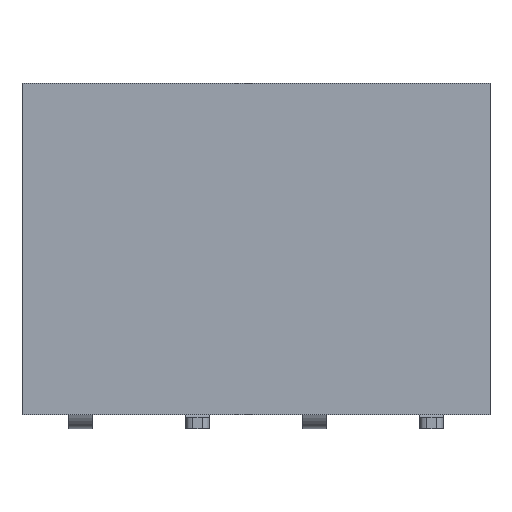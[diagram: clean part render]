
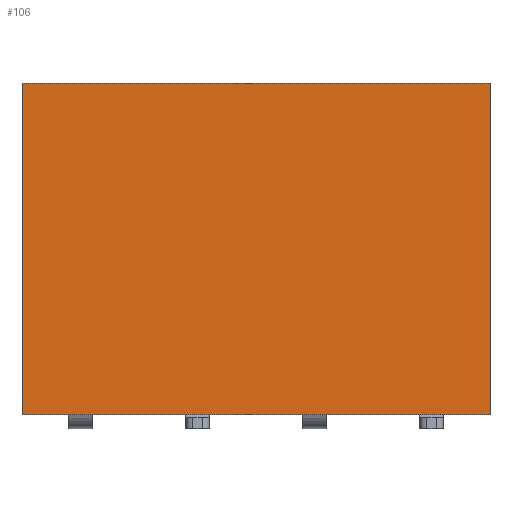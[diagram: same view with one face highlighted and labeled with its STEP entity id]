
A CAD part, front view. The second image highlights one B-rep face of the part: STEP entity #106.
In plain terms, the highlighted planar face has unit normal (0, -1, 0).
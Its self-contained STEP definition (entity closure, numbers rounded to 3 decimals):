
#106=ADVANCED_FACE('',(#304),#214,.T.);
#214=PLANE('',#2115);
#304=FACE_OUTER_BOUND('',#416,.T.);
#416=EDGE_LOOP('',(#600,#601,#602,#603));
#600=ORIENTED_EDGE('',*,*,#1369,.T.);
#601=ORIENTED_EDGE('',*,*,#1365,.T.);
#602=ORIENTED_EDGE('',*,*,#1370,.F.);
#603=ORIENTED_EDGE('',*,*,#1371,.T.);
#1170=VERTEX_POINT('',#2943);
#1171=VERTEX_POINT('',#2944);
#1174=VERTEX_POINT('',#2952);
#1175=VERTEX_POINT('',#2954);
#1365=EDGE_CURVE('',#1170,#1171,#1659,.T.);
#1369=EDGE_CURVE('',#1174,#1170,#1663,.T.);
#1370=EDGE_CURVE('',#1175,#1171,#1664,.T.);
#1371=EDGE_CURVE('',#1175,#1174,#1665,.T.);
#1659=LINE('',#2942,#1917);
#1663=LINE('',#2951,#1921);
#1664=LINE('',#2953,#1922);
#1665=LINE('',#2955,#1923);
#1917=VECTOR('',#2340,1.);
#1921=VECTOR('',#2346,1.);
#1922=VECTOR('',#2347,1.);
#1923=VECTOR('',#2348,1.);
#2115=AXIS2_PLACEMENT_3D('',#2956,#2349,#2350);
#2340=DIRECTION('',(-1.,0.,0.));
#2346=DIRECTION('',(0.,0.,1.));
#2347=DIRECTION('',(0.,0.,1.));
#2348=DIRECTION('',(1.,0.,0.));
#2349=DIRECTION('',(0.,-1.,0.));
#2350=DIRECTION('',(0.,0.,-1.));
#2942=CARTESIAN_POINT('',(5.08,0.,7.2));
#2943=CARTESIAN_POINT('',(10.16,0.,7.2));
#2944=CARTESIAN_POINT('',(0.,0.,7.2));
#2951=CARTESIAN_POINT('',(10.16,0.,0.));
#2952=CARTESIAN_POINT('',(10.16,0.,0.));
#2953=CARTESIAN_POINT('',(0.,0.,0.));
#2954=CARTESIAN_POINT('',(0.,0.,0.));
#2955=CARTESIAN_POINT('',(5.08,0.,0.));
#2956=CARTESIAN_POINT('',(5.08,0.,0.));
